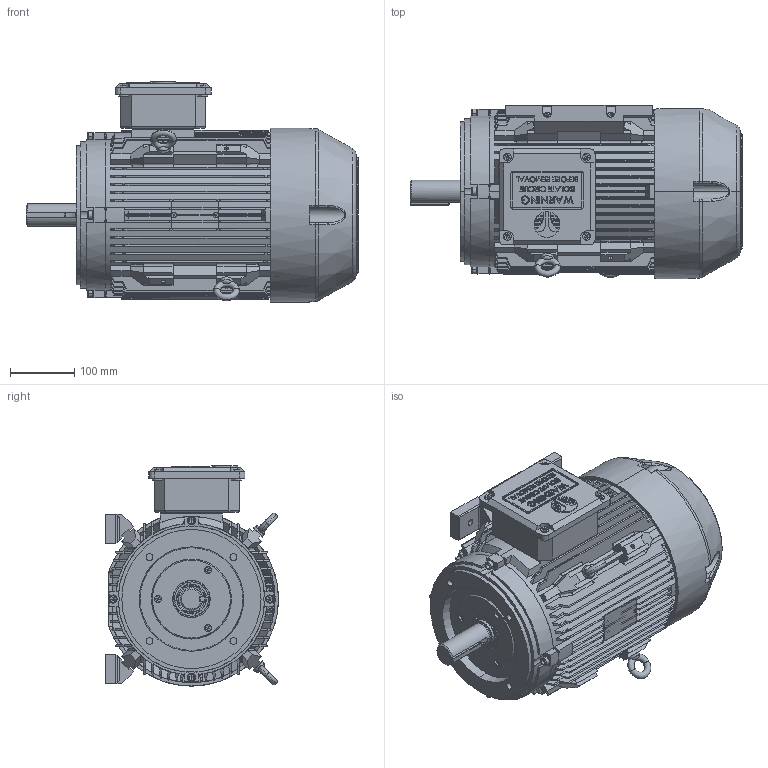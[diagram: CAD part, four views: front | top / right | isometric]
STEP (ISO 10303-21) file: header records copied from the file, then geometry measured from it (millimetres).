
FILE_DESCRIPTION (( 'STEP AP203' ), '1' );
FILE_NAME ('TFCR 215T Kic Cｷｨﾀｼﾍ簟ﾎﾍｼF1.STEP', '2017-03-15T07:19:44', ( 'ﾎ｢ﾈ橆ﾃｻｧ' ), ( 'ﾎ｢ﾈ晥ｫﾋｾ' ), 'SwSTEP 2.0', 'SolidWorks 2008', '' );
FILE_SCHEMA (( 'CONFIG_CONTROL_DESIGN' ));
Products named in the file (24): 215T 转子_默认; TC 132 B3 端盖_默认; 132风叶_默认; 吊环M8_默认; NEMA 180-210接线盒盖垫_默认; ﾐﾂNEMA180-210Tｽﾓﾏﾟｺﾐｸﾇ_ﾄｬﾈﾏ; M5-12_默认; TX 132铸铁风罩2_默认; 132后端盖螺栓_默认; TFCR 215T Kic C楊擘俋倛芞F1; TC 132M B5 机座_默认; NEMA 215 底脚_默认; 215T转轴_默认; 6308_默认; NEMA 210TKit C法兰_默认; 油封40-58-7_默认; M5-8_默认; 210T平键_默认; TFC210T 装配体_默认; 新NEMA210T接线盒座_默认; 180-210T接线盒座垫_默认; 8_默认; M8-30_默认; M5-8 a_默认
Assembly tree (49 placements, depth 3):
  TFCR 215T Kic C楊擘俋倛芞F1
    215T 转子_默认
      215T转轴_默认
      6308_默认  x2
    油封40-58-7_默认  x2
    132后端盖螺栓_默认  x4
    TC 132M B5 机座_默认
    8_默认  x8
    M8-30_默认  x8
    M5-8 a_默认  x3
    TC 132 B3 端盖_默认
    180-210T接线盒座垫_默认
    NEMA 215 底脚_默认  x2
    TFC210T 装配体_默认
      新NEMA210T接线盒座_默认
      NEMA 180-210接线盒盖垫_默认
      ﾐﾂNEMA180-210Tｽﾓﾏﾟｺﾐｸﾇ_ﾄｬﾈﾏ
      M5-12_默认  x4
    M5-8_默认
    吊环M8_默认  x2
    NEMA 210TKit C法兰_默认
    132风叶_默认
    210T平键_默认
    TX 132铸铁风罩2_默认
Bounding box: 515.1 x 268.34 x 341.5 mm (x, y, z)
Volume: 5771715.5 mm3; surface area: 1893967.7 mm2
Topology: 47 solids, 47 shells, 3778 faces, 9839 edges, 6253 vertices
Faces by surface type: plane 1782, cylinder 1139, cone 321, torus 287, bspline 247, sphere 2
Entity records: 121182 total; most frequent: CARTESIAN_POINT 41468, ORIENTED_EDGE 16772, DIRECTION 14819, EDGE_CURVE 8386, VERTEX_POINT 5389, AXIS2_PLACEMENT_3D 5155, VECTOR 4509, LINE 4509
